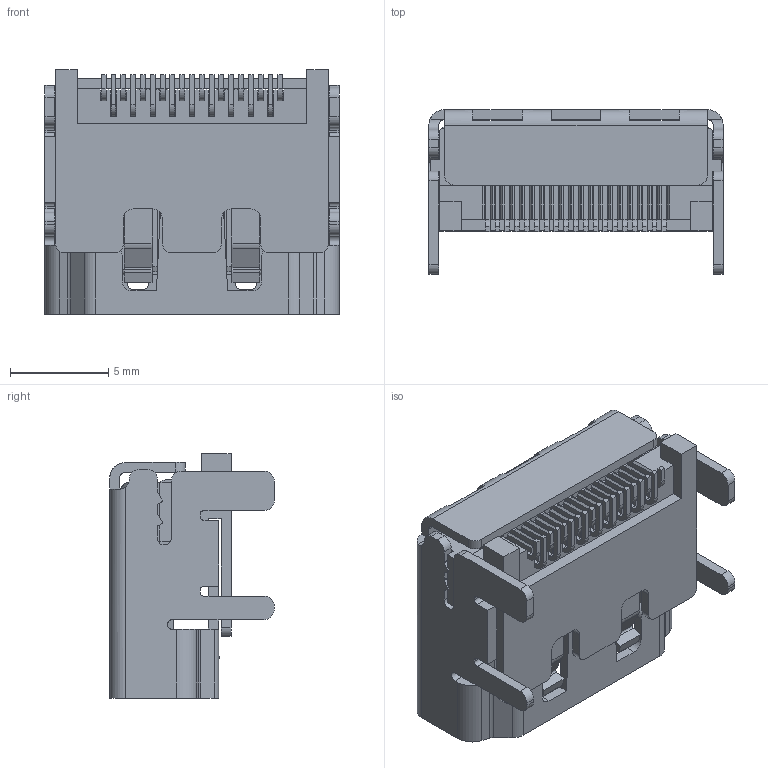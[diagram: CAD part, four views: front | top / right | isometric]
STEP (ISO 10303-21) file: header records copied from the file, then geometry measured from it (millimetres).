
FILE_DESCRIPTION(/* description */ ('STEP AP214'),/* implementation_level */ '2;1');
FILE_NAME(/* name */ 'HDMR-19-01-S-SM-TR',/* time_stamp */ '2022-07-04T14:04:54+02:00',/* author */ ('License CC BY-ND 4.0'),/* organization */ ('CADENAS'),/* preprocessor_version */ 'ST-DEVELOPER v18.102',/* originating_system */ 'PARTsolutions',/* authorisation */ ' ');
FILE_SCHEMA (('AUTOMOTIVE_DESIGN {1 0 10303 214 3 1 1}'));
Length unit declared in the file: millimetre
Products named in the file (4): HDMR-19-01-S-SM-TR; HDMR-19-01-S-SM-TR_p; HDMR-19-01-S-SM-TR_s; HDMR-19-01-S-SM-TR_b
Assembly tree (3 placements, depth 2):
  HDMR-19-01-S-SM-TR
    HDMR-19-01-S-SM-TR_p
    HDMR-19-01-S-SM-TR_s
    HDMR-19-01-S-SM-TR_b
Bounding box: 15 x 8.38 x 12.45 mm (x, y, z)
Volume: 503.8 mm3; surface area: 2158.7 mm2
Topology: 3 solids, 3 shells, 947 faces, 2865 edges, 1902 vertices
Faces by surface type: plane 764, cylinder 183
Entity records: 32046 total; most frequent: ORIENTED_EDGE 5730, CARTESIAN_POINT 5730, DIRECTION 5179, EDGE_CURVE 2865, LINE 2445, VECTOR 2445, VERTEX_POINT 1902, AXIS2_PLACEMENT_3D 1367
